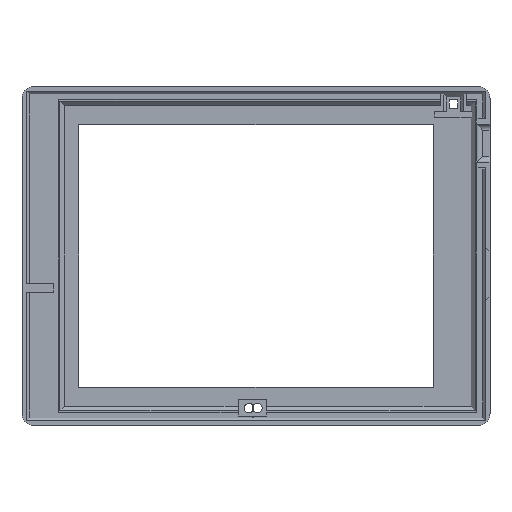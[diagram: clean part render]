
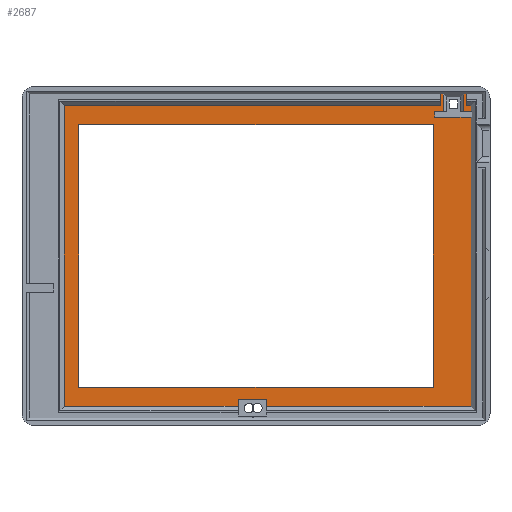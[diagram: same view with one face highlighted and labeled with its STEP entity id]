
A CAD part, top view. The second image highlights one B-rep face of the part: STEP entity #2687.
In plain terms, the highlighted planar face has unit normal (0, 0, 1).
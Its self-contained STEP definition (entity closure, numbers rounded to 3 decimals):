
#34=FACE_BOUND('',#346,.T.);
#195=FACE_OUTER_BOUND('',#345,.T.);
#345=EDGE_LOOP('',(#2238,#2239,#2240,#2241,#2242,#2243,#2244,#2245,#2246,
#2247,#2248,#2249,#2250,#2251,#2252,#2253,#2254,#2255,#2256,#2257,#2258,
#2259));
#346=EDGE_LOOP('',(#2260,#2261,#2262,#2263));
#478=LINE('',#3887,#813);
#480=LINE('',#3891,#815);
#483=LINE('',#3897,#818);
#486=LINE('',#3902,#821);
#506=LINE('',#3956,#841);
#521=LINE('',#3991,#856);
#527=LINE('',#4001,#862);
#530=LINE('',#4021,#865);
#571=LINE('',#4106,#906);
#623=LINE('',#4219,#958);
#625=LINE('',#4223,#960);
#628=LINE('',#4229,#963);
#631=LINE('',#4235,#966);
#640=LINE('',#4252,#975);
#644=LINE('',#4260,#979);
#646=LINE('',#4264,#981);
#647=LINE('',#4266,#982);
#649=LINE('',#4269,#984);
#652=LINE('',#4275,#987);
#654=LINE('',#4280,#989);
#656=LINE('',#4283,#991);
#658=LINE('',#4288,#993);
#660=LINE('',#4291,#995);
#663=LINE('',#4295,#998);
#664=LINE('',#4298,#999);
#665=LINE('',#4299,#1000);
#813=VECTOR('',#3165,10.);
#815=VECTOR('',#3169,10.);
#818=VECTOR('',#3174,10.);
#821=VECTOR('',#3179,10.);
#841=VECTOR('',#3223,10.);
#856=VECTOR('',#3248,10.);
#862=VECTOR('',#3256,10.);
#865=VECTOR('',#3265,10.);
#906=VECTOR('',#3322,10.);
#958=VECTOR('',#3408,10.);
#960=VECTOR('',#3412,10.);
#963=VECTOR('',#3417,10.);
#966=VECTOR('',#3422,10.);
#975=VECTOR('',#3435,10.);
#979=VECTOR('',#3441,10.);
#981=VECTOR('',#3447,10.);
#982=VECTOR('',#3450,10.);
#984=VECTOR('',#3452,10.);
#987=VECTOR('',#3457,10.);
#989=VECTOR('',#3461,10.);
#991=VECTOR('',#3465,10.);
#993=VECTOR('',#3469,10.);
#995=VECTOR('',#3473,10.);
#998=VECTOR('',#3478,10.);
#999=VECTOR('',#3481,10.);
#1000=VECTOR('',#3482,10.);
#1141=VERTEX_POINT('',#3884);
#1142=VERTEX_POINT('',#3886);
#1143=VERTEX_POINT('',#3890);
#1145=VERTEX_POINT('',#3896);
#1167=VERTEX_POINT('',#3954);
#1168=VERTEX_POINT('',#3955);
#1182=VERTEX_POINT('',#3989);
#1183=VERTEX_POINT('',#3990);
#1188=VERTEX_POINT('',#4019);
#1224=VERTEX_POINT('',#4105);
#1267=VERTEX_POINT('',#4216);
#1268=VERTEX_POINT('',#4218);
#1269=VERTEX_POINT('',#4222);
#1271=VERTEX_POINT('',#4228);
#1273=VERTEX_POINT('',#4234);
#1279=VERTEX_POINT('',#4250);
#1280=VERTEX_POINT('',#4254);
#1282=VERTEX_POINT('',#4258);
#1283=VERTEX_POINT('',#4267);
#1284=VERTEX_POINT('',#4271);
#1285=VERTEX_POINT('',#4273);
#1286=VERTEX_POINT('',#4277);
#1287=VERTEX_POINT('',#4279);
#1288=VERTEX_POINT('',#4285);
#1289=VERTEX_POINT('',#4287);
#1290=VERTEX_POINT('',#4297);
#1430=EDGE_CURVE('',#1142,#1141,#478,.T.);
#1432=EDGE_CURVE('',#1141,#1143,#480,.T.);
#1435=EDGE_CURVE('',#1143,#1145,#483,.T.);
#1438=EDGE_CURVE('',#1145,#1142,#486,.T.);
#1464=EDGE_CURVE('',#1167,#1168,#506,.T.);
#1481=EDGE_CURVE('',#1182,#1183,#521,.T.);
#1487=EDGE_CURVE('',#1183,#1167,#527,.T.);
#1494=EDGE_CURVE('',#1188,#1168,#530,.T.);
#1535=EDGE_CURVE('',#1182,#1224,#571,.T.);
#1591=EDGE_CURVE('',#1267,#1268,#623,.T.);
#1593=EDGE_CURVE('',#1268,#1269,#625,.T.);
#1596=EDGE_CURVE('',#1269,#1271,#628,.T.);
#1599=EDGE_CURVE('',#1273,#1271,#631,.T.);
#1608=EDGE_CURVE('',#1267,#1279,#640,.T.);
#1612=EDGE_CURVE('',#1280,#1282,#644,.T.);
#1614=EDGE_CURVE('',#1282,#1273,#646,.T.);
#1615=EDGE_CURVE('',#1280,#1188,#647,.T.);
#1617=EDGE_CURVE('',#1283,#1279,#649,.T.);
#1620=EDGE_CURVE('',#1285,#1284,#652,.T.);
#1622=EDGE_CURVE('',#1287,#1286,#654,.T.);
#1624=EDGE_CURVE('',#1284,#1283,#656,.T.);
#1626=EDGE_CURVE('',#1289,#1288,#658,.T.);
#1628=EDGE_CURVE('',#1285,#1289,#660,.T.);
#1631=EDGE_CURVE('',#1288,#1287,#663,.T.);
#1632=EDGE_CURVE('',#1290,#1286,#664,.T.);
#1633=EDGE_CURVE('',#1224,#1290,#665,.T.);
#2238=ORIENTED_EDGE('',*,*,#1464,.T.);
#2239=ORIENTED_EDGE('',*,*,#1494,.F.);
#2240=ORIENTED_EDGE('',*,*,#1615,.F.);
#2241=ORIENTED_EDGE('',*,*,#1612,.T.);
#2242=ORIENTED_EDGE('',*,*,#1614,.T.);
#2243=ORIENTED_EDGE('',*,*,#1599,.T.);
#2244=ORIENTED_EDGE('',*,*,#1596,.F.);
#2245=ORIENTED_EDGE('',*,*,#1593,.F.);
#2246=ORIENTED_EDGE('',*,*,#1591,.F.);
#2247=ORIENTED_EDGE('',*,*,#1608,.T.);
#2248=ORIENTED_EDGE('',*,*,#1617,.F.);
#2249=ORIENTED_EDGE('',*,*,#1624,.F.);
#2250=ORIENTED_EDGE('',*,*,#1620,.F.);
#2251=ORIENTED_EDGE('',*,*,#1628,.T.);
#2252=ORIENTED_EDGE('',*,*,#1626,.T.);
#2253=ORIENTED_EDGE('',*,*,#1631,.T.);
#2254=ORIENTED_EDGE('',*,*,#1622,.T.);
#2255=ORIENTED_EDGE('',*,*,#1632,.F.);
#2256=ORIENTED_EDGE('',*,*,#1633,.F.);
#2257=ORIENTED_EDGE('',*,*,#1535,.F.);
#2258=ORIENTED_EDGE('',*,*,#1481,.T.);
#2259=ORIENTED_EDGE('',*,*,#1487,.T.);
#2260=ORIENTED_EDGE('',*,*,#1435,.T.);
#2261=ORIENTED_EDGE('',*,*,#1438,.T.);
#2262=ORIENTED_EDGE('',*,*,#1430,.T.);
#2263=ORIENTED_EDGE('',*,*,#1432,.T.);
#2553=PLANE('',#2885);
#2687=ADVANCED_FACE('',(#195,#34),#2553,.T.);
#2885=AXIS2_PLACEMENT_3D('',#4296,#3479,#3480);
#3165=DIRECTION('',(0.,-1.,0.));
#3169=DIRECTION('',(-1.,0.,0.));
#3174=DIRECTION('',(0.,1.,0.));
#3179=DIRECTION('',(1.,0.,0.));
#3223=DIRECTION('',(0.,-1.,0.));
#3248=DIRECTION('',(0.,1.,0.));
#3256=DIRECTION('',(1.,0.,0.));
#3265=DIRECTION('',(-1.,0.,0.));
#3322=DIRECTION('',(-1.,0.,0.));
#3408=DIRECTION('',(0.,1.,0.));
#3412=DIRECTION('',(-1.,0.,0.));
#3417=DIRECTION('',(0.,-1.,0.));
#3422=DIRECTION('',(1.,0.,0.));
#3435=DIRECTION('',(1.,0.,0.));
#3441=DIRECTION('',(-1.,0.,0.));
#3447=DIRECTION('',(0.,1.,0.));
#3450=DIRECTION('',(0.,-1.,0.));
#3452=DIRECTION('',(0.,-1.,0.));
#3457=DIRECTION('',(0.,-1.,0.));
#3461=DIRECTION('',(0.,-1.,0.));
#3465=DIRECTION('',(1.,0.,0.));
#3469=DIRECTION('',(-1.,0.,0.));
#3473=DIRECTION('',(0.,1.,0.));
#3478=DIRECTION('',(0.,-1.,0.));
#3479=DIRECTION('center_axis',(0.,0.,1.));
#3480=DIRECTION('ref_axis',(1.,0.,0.));
#3481=DIRECTION('',(1.,0.,0.));
#3482=DIRECTION('',(0.,1.,0.));
#3884=CARTESIAN_POINT('',(61.178,-45.292,1.77));
#3886=CARTESIAN_POINT('',(61.178,45.292,1.77));
#3887=CARTESIAN_POINT('',(61.178,22.646,1.77));
#3890=CARTESIAN_POINT('',(-61.178,-45.292,1.77));
#3891=CARTESIAN_POINT('',(30.589,-45.292,1.77));
#3896=CARTESIAN_POINT('',(-61.178,45.292,1.77));
#3897=CARTESIAN_POINT('',(-61.178,-22.646,1.77));
#3902=CARTESIAN_POINT('',(-30.589,45.292,1.77));
#3954=CARTESIAN_POINT('',(3.616,-49.392,1.77));
#3955=CARTESIAN_POINT('',(3.616,-51.9,1.77));
#3956=CARTESIAN_POINT('',(3.616,0.101,1.77));
#3989=CARTESIAN_POINT('',(-6.184,-51.9,1.77));
#3990=CARTESIAN_POINT('',(-6.184,-49.392,1.77));
#3991=CARTESIAN_POINT('',(-6.184,3.001,1.77));
#4001=CARTESIAN_POINT('',(35.868,-49.392,1.77));
#4019=CARTESIAN_POINT('',(74.216,-51.9,1.77));
#4021=CARTESIAN_POINT('',(37.108,-51.9,1.77));
#4105=CARTESIAN_POINT('',(-66.184,-51.9,1.77));
#4106=CARTESIAN_POINT('',(37.108,-51.9,1.77));
#4216=CARTESIAN_POINT('',(71.619,49.889,1.77));
#4218=CARTESIAN_POINT('',(71.619,55.889,1.77));
#4219=CARTESIAN_POINT('',(71.619,52.642,1.77));
#4222=CARTESIAN_POINT('',(64.619,55.889,1.77));
#4223=CARTESIAN_POINT('',(69.369,55.889,1.77));
#4228=CARTESIAN_POINT('',(64.619,49.889,1.77));
#4229=CARTESIAN_POINT('',(64.619,55.142,1.77));
#4234=CARTESIAN_POINT('',(61.619,49.889,1.77));
#4235=CARTESIAN_POINT('',(71.369,49.889,1.77));
#4250=CARTESIAN_POINT('',(74.216,49.889,1.77));
#4252=CARTESIAN_POINT('',(71.369,49.889,1.77));
#4254=CARTESIAN_POINT('',(74.216,47.889,1.77));
#4258=CARTESIAN_POINT('',(61.619,47.889,1.77));
#4260=CARTESIAN_POINT('',(64.869,47.889,1.77));
#4264=CARTESIAN_POINT('',(61.619,52.642,1.77));
#4266=CARTESIAN_POINT('',(74.216,25.95,1.77));
#4267=CARTESIAN_POINT('',(74.216,51.9,1.77));
#4269=CARTESIAN_POINT('',(74.216,25.95,1.77));
#4271=CARTESIAN_POINT('',(72.619,51.9,1.77));
#4273=CARTESIAN_POINT('',(72.619,53.9,1.77));
#4275=CARTESIAN_POINT('',(72.619,53.9,1.77));
#4277=CARTESIAN_POINT('',(63.619,51.9,1.77));
#4279=CARTESIAN_POINT('',(63.619,53.9,1.77));
#4280=CARTESIAN_POINT('',(63.619,53.9,1.77));
#4283=CARTESIAN_POINT('',(-33.092,51.9,1.77));
#4285=CARTESIAN_POINT('',(63.619,56.889,1.77));
#4287=CARTESIAN_POINT('',(72.619,56.889,1.77));
#4288=CARTESIAN_POINT('',(72.619,56.889,1.77));
#4291=CARTESIAN_POINT('',(72.619,53.9,1.77));
#4295=CARTESIAN_POINT('',(63.619,56.889,1.77));
#4296=CARTESIAN_POINT('Origin',(68.119,55.395,1.77));
#4297=CARTESIAN_POINT('',(-66.184,51.9,1.77));
#4298=CARTESIAN_POINT('',(-33.092,51.9,1.77));
#4299=CARTESIAN_POINT('',(-66.184,-25.95,1.77));
